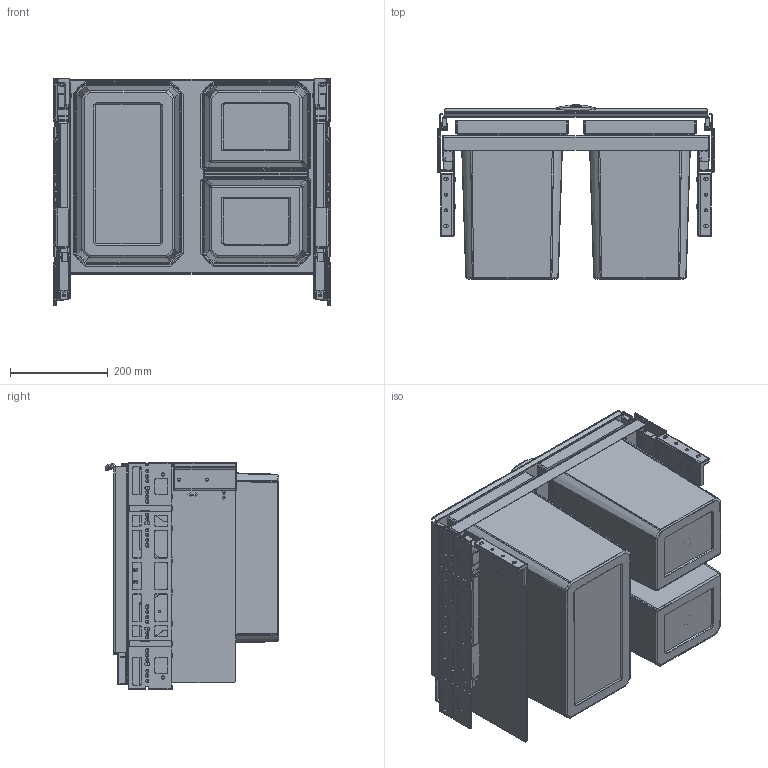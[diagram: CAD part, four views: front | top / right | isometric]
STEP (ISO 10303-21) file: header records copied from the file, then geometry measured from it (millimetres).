
FILE_DESCRIPTION(('STEP AP214'),'1');
FILE_NAME('8013305_V Cox Base 360 S_600-3.STP','2024-08-15T09:56:59',(' '),(' '),'Spatial InterOp 3D',' ',' ');
FILE_SCHEMA(('AUTOMOTIVE_DESIGN { 1 0 10303 214 1 1 1 1 }'));
Length unit declared in the file: millimetre
Products named in the file (1): 3D-Objekt
Bounding box: 568 x 355.76 x 464 mm (x, y, z)
Volume: 4541864.6 mm3; surface area: 3774270.4 mm2
Topology: 30 solids, 32 shells, 4386 faces, 11302 edges, 7060 vertices
Faces by surface type: plane 1796, cylinder 1664, torus 594, cone 130, bspline 108, sphere 78, extrusion 16
Entity records: 193912 total; most frequent: CARTESIAN_POINT 29872, DIRECTION 23612, ORIENTED_EDGE 22548, EDGE_CURVE 11274, STYLED_ITEM 10475, PRESENTATION_STYLE_ASSIGNMENT 10475, COLOUR_RGB 10475, CURVE_STYLE 9737
